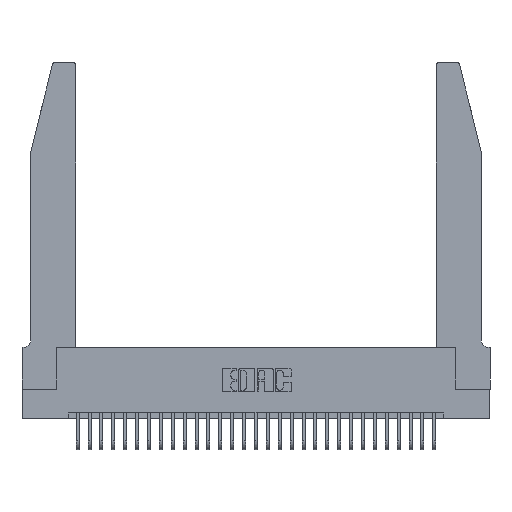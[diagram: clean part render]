
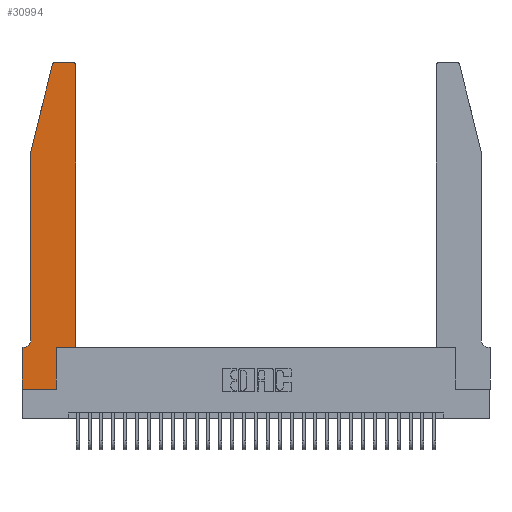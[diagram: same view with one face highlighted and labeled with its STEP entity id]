
A CAD part, top view. The second image highlights one B-rep face of the part: STEP entity #30994.
In plain terms, the highlighted planar face has unit normal (0, 0, 1).
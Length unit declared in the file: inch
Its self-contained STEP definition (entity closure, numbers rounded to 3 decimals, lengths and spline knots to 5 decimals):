
#705 = CARTESIAN_POINT ( 'NONE',  ( 0.0755, 2., 0.37 ) ) ;
#707 = VECTOR ( 'NONE', #5467, 39.37008 ) ;
#1174 = DIRECTION ( 'NONE',  ( 0., -1., 0. ) ) ;
#1339 = DIRECTION ( 'NONE',  ( -1., 0., 0. ) ) ;
#2247 = CARTESIAN_POINT ( 'NONE',  ( 0., 0., 0.37 ) ) ;
#2872 = CARTESIAN_POINT ( 'NONE',  ( 0.2865, 0.35, 0.37 ) ) ;
#2942 = CIRCLE ( 'NONE', #6291, 0.03 ) ;
#2955 = CARTESIAN_POINT ( 'NONE',  ( 0.0755, 2., 0.37 ) ) ;
#3039 = EDGE_CURVE ( 'NONE', #31006, #12801, #31663, .T. ) ;
#3689 = DIRECTION ( 'NONE',  ( 0., 0., 1. ) ) ;
#4079 = CARTESIAN_POINT ( 'NONE',  ( 0.284, 2.75, 0.37 ) ) ;
#4080 = CARTESIAN_POINT ( 'NONE',  ( 0.25487, 2.72718, 0.37 ) ) ;
#5467 = DIRECTION ( 'NONE',  ( 0., -1., 0. ) ) ;
#5500 = AXIS2_PLACEMENT_3D ( 'NONE', #6686, #11509, #1339 ) ;
#5922 = EDGE_CURVE ( 'NONE', #24305, #24725, #24870, .T. ) ;
#6069 = EDGE_CURVE ( 'NONE', #17626, #10947, #27157, .T. ) ;
#6131 = LINE ( 'NONE', #9200, #28290 ) ;
#6291 = AXIS2_PLACEMENT_3D ( 'NONE', #23365, #18255, #28004 ) ;
#6548 = EDGE_CURVE ( 'NONE', #9140, #29450, #9302, .T. ) ;
#6686 = CARTESIAN_POINT ( 'NONE',  ( 0.0055, 0.42, 0.37 ) ) ;
#7806 = ORIENTED_EDGE ( 'NONE', *, *, #22375, .T. ) ;
#8154 = CARTESIAN_POINT ( 'NONE',  ( 0., 0., 0.37 ) ) ;
#9047 = LINE ( 'NONE', #14682, #13741 ) ;
#9117 = ORIENTED_EDGE ( 'NONE', *, *, #24290, .T. ) ;
#9140 = VERTEX_POINT ( 'NONE', #4079 ) ;
#9200 = CARTESIAN_POINT ( 'NONE',  ( 0.2865, 0.35, 0.37 ) ) ;
#9302 = CIRCLE ( 'NONE', #24212, 0.03 ) ;
#9909 = LINE ( 'NONE', #23441, #32072 ) ;
#10336 = CARTESIAN_POINT ( 'NONE',  ( 0., 0.35, 0.37 ) ) ;
#10537 = LINE ( 'NONE', #15418, #27223 ) ;
#10665 = DIRECTION ( 'NONE',  ( 1., 0., 0. ) ) ;
#10947 = VERTEX_POINT ( 'NONE', #24490 ) ;
#11106 = ORIENTED_EDGE ( 'NONE', *, *, #14181, .T. ) ;
#11509 = DIRECTION ( 'NONE',  ( 0., 0., -1. ) ) ;
#11775 = EDGE_CURVE ( 'NONE', #24725, #23977, #24813, .T. ) ;
#12801 = VERTEX_POINT ( 'NONE', #17716 ) ;
#13741 = VECTOR ( 'NONE', #29803, 39.37008 ) ;
#13823 = ORIENTED_EDGE ( 'NONE', *, *, #30831, .T. ) ;
#13951 = ORIENTED_EDGE ( 'NONE', *, *, #5922, .T. ) ;
#13955 = ORIENTED_EDGE ( 'NONE', *, *, #14964, .T. ) ;
#14176 = LINE ( 'NONE', #15367, #24700 ) ;
#14181 = EDGE_CURVE ( 'NONE', #10947, #26583, #9909, .T. ) ;
#14681 = VERTEX_POINT ( 'NONE', #25550 ) ;
#14682 = CARTESIAN_POINT ( 'NONE',  ( 0.0755, 0.35, 0.37 ) ) ;
#14883 = DIRECTION ( 'NONE',  ( 1., 0., 0. ) ) ;
#14964 = EDGE_CURVE ( 'NONE', #23977, #31006, #9047, .T. ) ;
#15367 = CARTESIAN_POINT ( 'NONE',  ( 0.2605, 2.75, 0.37 ) ) ;
#15402 = DIRECTION ( 'NONE',  ( 0., 0., 1. ) ) ;
#15418 = CARTESIAN_POINT ( 'NONE',  ( 0.0755, 2., 0.37 ) ) ;
#15915 = FACE_OUTER_BOUND ( 'NONE', #27313, .T. ) ;
#15945 = LINE ( 'NONE', #2247, #23774 ) ;
#16062 = CARTESIAN_POINT ( 'NONE',  ( 0.284, 2.72, 0.37 ) ) ;
#16076 = ORIENTED_EDGE ( 'NONE', *, *, #26121, .T. ) ;
#16624 = ORIENTED_EDGE ( 'NONE', *, *, #18649, .T. ) ;
#17357 = ORIENTED_EDGE ( 'NONE', *, *, #6548, .T. ) ;
#17626 = VERTEX_POINT ( 'NONE', #2872 ) ;
#17716 = CARTESIAN_POINT ( 'NONE',  ( 0., 0., 0.37 ) ) ;
#18034 = PLANE ( 'NONE',  #24971 ) ;
#18152 = CARTESIAN_POINT ( 'NONE',  ( 0.2865, 0., 0.37 ) ) ;
#18255 = DIRECTION ( 'NONE',  ( 0., 0., 1. ) ) ;
#18320 = CARTESIAN_POINT ( 'NONE',  ( 0.4505, 2.72, 0.37 ) ) ;
#18453 = VECTOR ( 'NONE', #1174, 39.37008 ) ;
#18649 = EDGE_CURVE ( 'NONE', #29450, #24305, #10537, .T. ) ;
#21588 = VERTEX_POINT ( 'NONE', #18152 ) ;
#21599 = DIRECTION ( 'NONE',  ( 0., 1., 0. ) ) ;
#22375 = EDGE_CURVE ( 'NONE', #14681, #9140, #14176, .T. ) ;
#23365 = CARTESIAN_POINT ( 'NONE',  ( 0.4205, 2.72, 0.37 ) ) ;
#23441 = CARTESIAN_POINT ( 'NONE',  ( 0.4505, 0.35, 0.37 ) ) ;
#23774 = VECTOR ( 'NONE', #14883, 39.37008 ) ;
#23977 = VERTEX_POINT ( 'NONE', #26424 ) ;
#24212 = AXIS2_PLACEMENT_3D ( 'NONE', #16062, #3689, #26198 ) ;
#24290 = EDGE_CURVE ( 'NONE', #26583, #14681, #2942, .T. ) ;
#24305 = VERTEX_POINT ( 'NONE', #705 ) ;
#24490 = CARTESIAN_POINT ( 'NONE',  ( 0.4505, 0.35, 0.37 ) ) ;
#24700 = VECTOR ( 'NONE', #25687, 39.37008 ) ;
#24725 = VERTEX_POINT ( 'NONE', #30061 ) ;
#24813 = CIRCLE ( 'NONE', #5500, 0.07 ) ;
#24870 = LINE ( 'NONE', #2955, #707 ) ;
#24971 = AXIS2_PLACEMENT_3D ( 'NONE', #10336, #15402, #10665 ) ;
#25413 = CARTESIAN_POINT ( 'NONE',  ( 0., 0.35, 0.37 ) ) ;
#25550 = CARTESIAN_POINT ( 'NONE',  ( 0.4205, 2.75, 0.37 ) ) ;
#25687 = DIRECTION ( 'NONE',  ( -1., 0., 0. ) ) ;
#25744 = DIRECTION ( 'NONE',  ( -0.239, -0.971, 0. ) ) ;
#26121 = EDGE_CURVE ( 'NONE', #21588, #17626, #6131, .T. ) ;
#26198 = DIRECTION ( 'NONE',  ( 1., 0., 0. ) ) ;
#26337 = CARTESIAN_POINT ( 'NONE',  ( 0.4505, 0.35, 0.37 ) ) ;
#26424 = CARTESIAN_POINT ( 'NONE',  ( 0.0055, 0.35, 0.37 ) ) ;
#26583 = VERTEX_POINT ( 'NONE', #18320 ) ;
#26756 = DIRECTION ( 'NONE',  ( 1., 0., 0. ) ) ;
#26932 = ORIENTED_EDGE ( 'NONE', *, *, #3039, .T. ) ;
#27157 = LINE ( 'NONE', #26337, #31441 ) ;
#27223 = VECTOR ( 'NONE', #25744, 39.37008 ) ;
#27313 = EDGE_LOOP ( 'NONE', ( #7806, #17357, #16624, #13951, #29917, #13955, #26932, #13823, #16076, #29625, #11106, #9117 ) ) ;
#28004 = DIRECTION ( 'NONE',  ( 1., 0., 0. ) ) ;
#28290 = VECTOR ( 'NONE', #31594, 39.37008 ) ;
#29450 = VERTEX_POINT ( 'NONE', #4080 ) ;
#29625 = ORIENTED_EDGE ( 'NONE', *, *, #6069, .T. ) ;
#29803 = DIRECTION ( 'NONE',  ( -1., 0., 0. ) ) ;
#29917 = ORIENTED_EDGE ( 'NONE', *, *, #11775, .T. ) ;
#30061 = CARTESIAN_POINT ( 'NONE',  ( 0.0755, 0.42, 0.37 ) ) ;
#30831 = EDGE_CURVE ( 'NONE', #12801, #21588, #15945, .T. ) ;
#30994 = ADVANCED_FACE ( 'NONE', ( #15915 ), #18034, .T. ) ;
#31006 = VERTEX_POINT ( 'NONE', #25413 ) ;
#31441 = VECTOR ( 'NONE', #26756, 39.37008 ) ;
#31594 = DIRECTION ( 'NONE',  ( 0., 1., 0. ) ) ;
#31663 = LINE ( 'NONE', #8154, #18453 ) ;
#32072 = VECTOR ( 'NONE', #21599, 39.37008 ) ;
